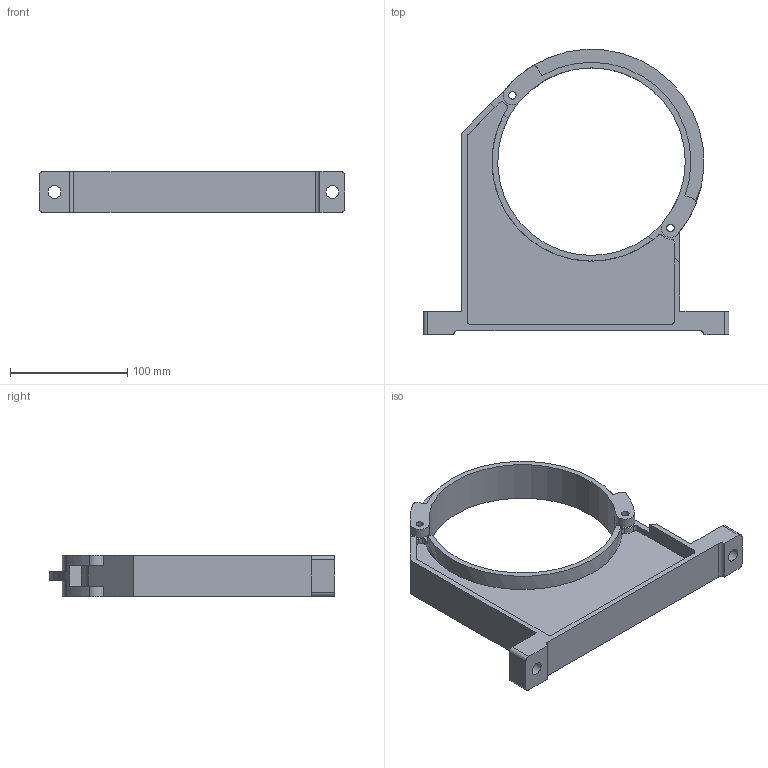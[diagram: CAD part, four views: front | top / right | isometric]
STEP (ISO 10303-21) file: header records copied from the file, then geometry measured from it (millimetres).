
FILE_DESCRIPTION( ( 'STEP AP214' ), ' ' );
FILE_NAME( '5.26.160.stp', '2015-08-26T12:00:26', ( '' ), ( '' ), ' ', 'PARTsolutions', ' ' );
FILE_SCHEMA( ( 'AUTOMOTIVE_DESIGN { 1 0 10303 214 1 1 1 1 }' ) );
Length unit declared in the file: millimetre
Products named in the file (1): _5.26.160
Bounding box: 260.7 x 243.34 x 35 mm (x, y, z)
Volume: 347318.7 mm3; surface area: 121365.4 mm2
Topology: 1 solids, 1 shells, 99 faces, 295 edges, 192 vertices
Faces by surface type: plane 52, cylinder 47
Full cylindrical faces by diameter (mm): 6.4 x2, 11 x2
Entity records: 4153 total; most frequent: DIRECTION 607, CARTESIAN_POINT 579, ORIENTED_EDGE 578, EDGE_CURVE 289, AXIS2_PLACEMENT_3D 218, VERTEX_POINT 190, LINE 171, VECTOR 171
